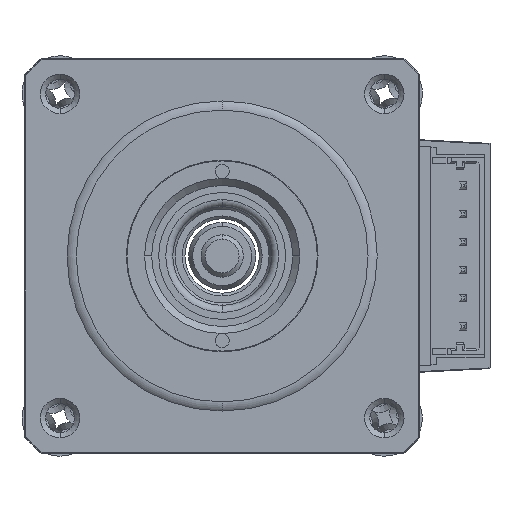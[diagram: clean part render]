
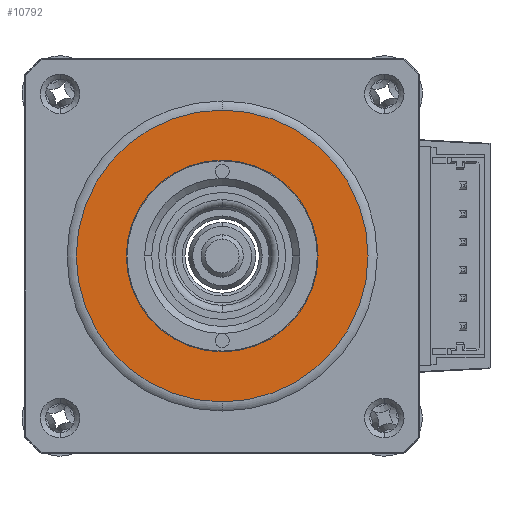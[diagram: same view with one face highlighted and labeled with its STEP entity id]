
A CAD part, left-side view. The second image highlights one B-rep face of the part: STEP entity #10792.
In plain terms, the highlighted planar face has unit normal (-1, 0, 0).
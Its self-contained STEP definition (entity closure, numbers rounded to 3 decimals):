
#147 = VERTEX_POINT ( 'NONE', #10661 ) ;
#153 = CARTESIAN_POINT ( 'NONE',  ( -17.25, 0., 10.35 ) ) ;
#536 = PLANE ( 'NONE',  #4441 ) ;
#879 = CARTESIAN_POINT ( 'NONE',  ( -17.25, 0., -6.75 ) ) ;
#1054 = DIRECTION ( 'NONE',  ( -1., 0., 0. ) ) ;
#1098 = AXIS2_PLACEMENT_3D ( 'NONE', #2221, #8726, #3157 ) ;
#1460 = DIRECTION ( 'NONE',  ( 0., 0., -1. ) ) ;
#1573 = EDGE_CURVE ( 'NONE', #2151, #8755, #7490, .T. ) ;
#1786 = ORIENTED_EDGE ( 'NONE', *, *, #1573, .T. ) ;
#2151 = VERTEX_POINT ( 'NONE', #153 ) ;
#2221 = CARTESIAN_POINT ( 'NONE',  ( -17.25, 0., 0. ) ) ;
#2730 = AXIS2_PLACEMENT_3D ( 'NONE', #9666, #4128, #10609 ) ;
#2900 = DIRECTION ( 'NONE',  ( 1., 0., 0. ) ) ;
#3157 = DIRECTION ( 'NONE',  ( 0., 0., -1. ) ) ;
#4128 = DIRECTION ( 'NONE',  ( 1., 0., 0. ) ) ;
#4441 = AXIS2_PLACEMENT_3D ( 'NONE', #9784, #7041, #1460 ) ;
#4716 = AXIS2_PLACEMENT_3D ( 'NONE', #6642, #1054, #7579 ) ;
#5052 = CIRCLE ( 'NONE', #2730, 6.75 ) ;
#5115 = ORIENTED_EDGE ( 'NONE', *, *, #10561, .T. ) ;
#5193 = EDGE_LOOP ( 'NONE', ( #5115, #10018 ) ) ;
#5531 = EDGE_CURVE ( 'NONE', #147, #11009, #9563, .T. ) ;
#5632 = CARTESIAN_POINT ( 'NONE',  ( -17.25, 0., -10.35 ) ) ;
#6642 = CARTESIAN_POINT ( 'NONE',  ( -17.25, 0., 0. ) ) ;
#7041 = DIRECTION ( 'NONE',  ( 1., 0., 0. ) ) ;
#7195 = CIRCLE ( 'NONE', #1098, 10.35 ) ;
#7490 = CIRCLE ( 'NONE', #4716, 10.35 ) ;
#7579 = DIRECTION ( 'NONE',  ( 0., 0., -1. ) ) ;
#8468 = CARTESIAN_POINT ( 'NONE',  ( -17.25, 0., 0. ) ) ;
#8726 = DIRECTION ( 'NONE',  ( -1., 0., 0. ) ) ;
#8755 = VERTEX_POINT ( 'NONE', #5632 ) ;
#9218 = FACE_BOUND ( 'NONE', #5193, .T. ) ;
#9373 = DIRECTION ( 'NONE',  ( 0., 0., -1. ) ) ;
#9424 = AXIS2_PLACEMENT_3D ( 'NONE', #8468, #2900, #9373 ) ;
#9563 = CIRCLE ( 'NONE', #9424, 6.75 ) ;
#9666 = CARTESIAN_POINT ( 'NONE',  ( -17.25, 0., 0. ) ) ;
#9784 = CARTESIAN_POINT ( 'NONE',  ( -17.25, -0.053, 0. ) ) ;
#10018 = ORIENTED_EDGE ( 'NONE', *, *, #5531, .T. ) ;
#10532 = EDGE_CURVE ( 'NONE', #8755, #2151, #7195, .T. ) ;
#10561 = EDGE_CURVE ( 'NONE', #11009, #147, #5052, .T. ) ;
#10609 = DIRECTION ( 'NONE',  ( 0., 0., -1. ) ) ;
#10661 = CARTESIAN_POINT ( 'NONE',  ( -17.25, 0., 6.75 ) ) ;
#10792 = ADVANCED_FACE ( 'NONE', ( #9218, #11419 ), #536, .F. ) ;
#10884 = EDGE_LOOP ( 'NONE', ( #12029, #1786 ) ) ;
#11009 = VERTEX_POINT ( 'NONE', #879 ) ;
#11419 = FACE_OUTER_BOUND ( 'NONE', #10884, .T. ) ;
#12029 = ORIENTED_EDGE ( 'NONE', *, *, #10532, .T. ) ;
